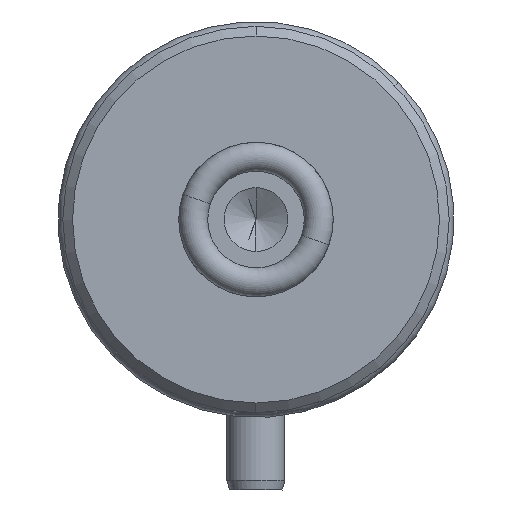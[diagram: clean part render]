
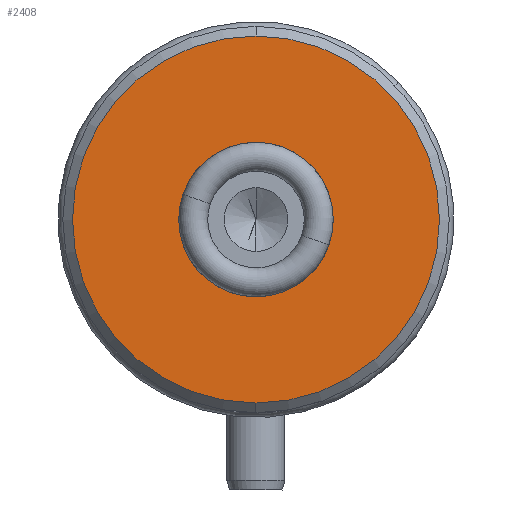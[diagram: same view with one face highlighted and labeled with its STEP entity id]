
A CAD part, front view. The second image highlights one B-rep face of the part: STEP entity #2408.
In plain terms, the highlighted planar face has unit normal (0, -1, 0).
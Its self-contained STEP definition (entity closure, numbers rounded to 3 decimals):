
#244 = EDGE_CURVE ( 'NONE', #1174, #1234, #1735, .T. ) ;
#262 = EDGE_CURVE ( 'NONE', #1217, #1167, #1750, .T. ) ;
#433 = CARTESIAN_POINT ( 'NONE',  ( 0., 0., 9.5 ) ) ;
#434 = CARTESIAN_POINT ( 'NONE',  ( 0., 0., 4. ) ) ;
#765 = CIRCLE ( 'NONE', #794, 9.5 ) ;
#772 = AXIS2_PLACEMENT_3D ( 'NONE', #2147, #2146, #2145 ) ;
#776 = CIRCLE ( 'NONE', #772, 4. ) ;
#794 = AXIS2_PLACEMENT_3D ( 'NONE', #2121, #2119, #2122 ) ;
#1005 = CARTESIAN_POINT ( 'NONE',  ( 0., 0., 0. ) ) ;
#1007 = DIRECTION ( 'NONE',  ( 0., -1., 0. ) ) ;
#1009 = DIRECTION ( 'NONE',  ( 0., 0., 1. ) ) ;
#1076 = CARTESIAN_POINT ( 'NONE',  ( 0., 0., 0. ) ) ;
#1079 = DIRECTION ( 'NONE',  ( 0., 0., -1. ) ) ;
#1080 = DIRECTION ( 'NONE',  ( 0., -1., 0. ) ) ;
#1124 = EDGE_LOOP ( 'NONE', ( #1406, #1366 ) ) ;
#1165 = EDGE_LOOP ( 'NONE', ( #1364, #1407 ) ) ;
#1167 = VERTEX_POINT ( 'NONE', #434 ) ;
#1174 = VERTEX_POINT ( 'NONE', #433 ) ;
#1217 = VERTEX_POINT ( 'NONE', #2579 ) ;
#1234 = VERTEX_POINT ( 'NONE', #2560 ) ;
#1364 = ORIENTED_EDGE ( 'NONE', *, *, #262, .F. ) ;
#1366 = ORIENTED_EDGE ( 'NONE', *, *, #2457, .T. ) ;
#1406 = ORIENTED_EDGE ( 'NONE', *, *, #244, .T. ) ;
#1407 = ORIENTED_EDGE ( 'NONE', *, *, #2460, .F. ) ;
#1676 = AXIS2_PLACEMENT_3D ( 'NONE', #2775, #2765, #2766 ) ;
#1724 = AXIS2_PLACEMENT_3D ( 'NONE', #1005, #1007, #1009 ) ;
#1726 = AXIS2_PLACEMENT_3D ( 'NONE', #1076, #1080, #1079 ) ;
#1735 = CIRCLE ( 'NONE', #1724, 9.5 ) ;
#1750 = CIRCLE ( 'NONE', #1726, 4. ) ;
#2119 = DIRECTION ( 'NONE',  ( 0., -1., 0. ) ) ;
#2121 = CARTESIAN_POINT ( 'NONE',  ( 0., 0., 0. ) ) ;
#2122 = DIRECTION ( 'NONE',  ( 0., 0., 1. ) ) ;
#2145 = DIRECTION ( 'NONE',  ( 0., 0., -1. ) ) ;
#2146 = DIRECTION ( 'NONE',  ( 0., -1., 0. ) ) ;
#2147 = CARTESIAN_POINT ( 'NONE',  ( 0., 0., 0. ) ) ;
#2408 = ADVANCED_FACE ( 'NONE', ( #2776, #2741 ), #2742, .F. ) ;
#2457 = EDGE_CURVE ( 'NONE', #1234, #1174, #765, .T. ) ;
#2460 = EDGE_CURVE ( 'NONE', #1167, #1217, #776, .T. ) ;
#2560 = CARTESIAN_POINT ( 'NONE',  ( 0., 0., -9.5 ) ) ;
#2579 = CARTESIAN_POINT ( 'NONE',  ( 0., 0., -4. ) ) ;
#2741 = FACE_OUTER_BOUND ( 'NONE', #1124, .T. ) ;
#2742 = PLANE ( 'NONE',  #1676 ) ;
#2765 = DIRECTION ( 'NONE',  ( 0., 1., 0. ) ) ;
#2766 = DIRECTION ( 'NONE',  ( 0., 0., 1. ) ) ;
#2775 = CARTESIAN_POINT ( 'NONE',  ( 0., 0., 0. ) ) ;
#2776 = FACE_BOUND ( 'NONE', #1165, .T. ) ;
